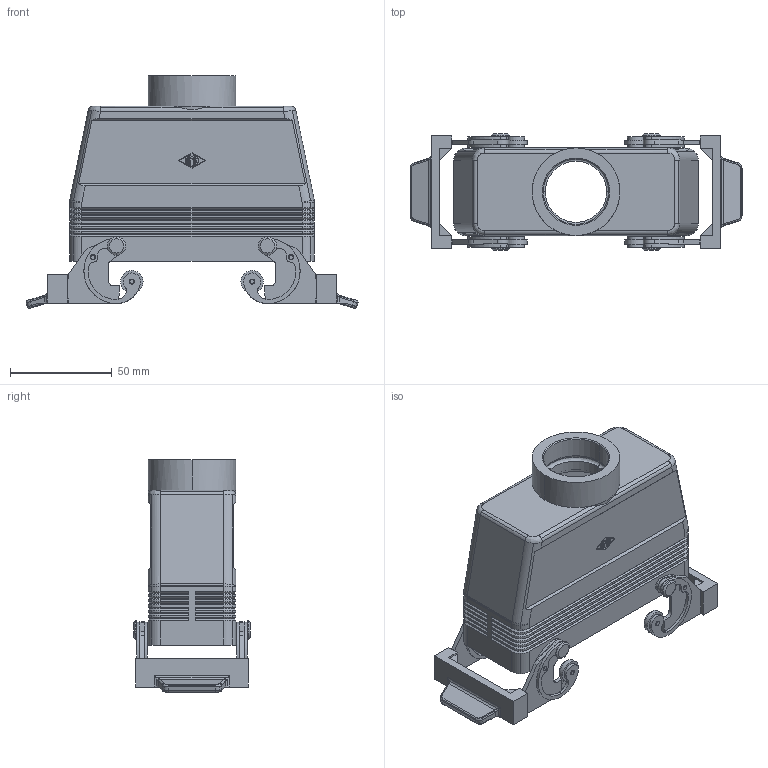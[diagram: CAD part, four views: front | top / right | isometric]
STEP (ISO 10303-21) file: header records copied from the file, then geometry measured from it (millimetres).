
FILE_DESCRIPTION((''),'2;1');
FILE_NAME('MMAV 16 X32.stp','2006-12-21T11:32:20',('gembarski'),(''),'Autodesk Inventor 7','Autodesk Inventor 7','');
FILE_SCHEMA(('AUTOMOTIVE_DESIGN { 1 0 10303 214 1 1 1 1 }'));
Length unit declared in the file: millimetre
Products named in the file (1): CAV Tüllengehäuse 2 Bügel für einen Einsatz Teil A
Bounding box: 162.79 x 57 x 114.08 mm (x, y, z)
Volume: 111673 mm3; surface area: 73032.6 mm2
Topology: 1 solids, 5 shells, 945 faces, 2365 edges, 1458 vertices
Faces by surface type: bspline 291, plane 282, cylinder 248, cone 104, torus 16, sphere 4
Entity records: 31710 total; most frequent: CARTESIAN_POINT 9366, ORIENTED_EDGE 4706, DIRECTION 4677, EDGE_CURVE 2353, AXIS2_PLACEMENT_3D 1679, VERTEX_POINT 1458, VECTOR 1319, LINE 1319
